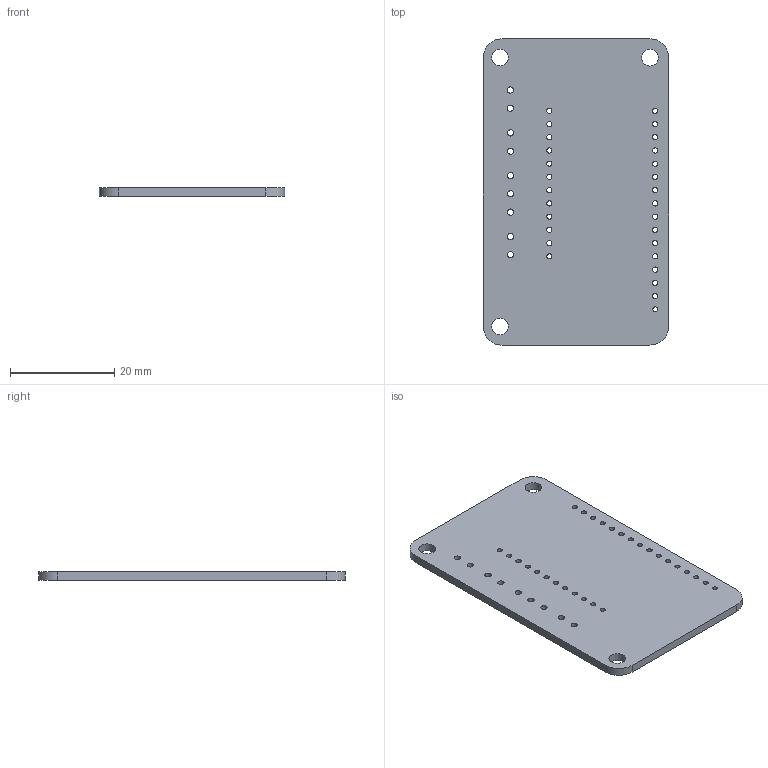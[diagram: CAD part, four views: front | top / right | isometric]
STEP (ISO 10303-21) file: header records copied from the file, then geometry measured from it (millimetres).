
FILE_DESCRIPTION(('KiCad electronic assembly'),'2;1');
FILE_NAME('controller.step','2022-03-01T11:28:20',('Pcbnew'),('Kicad'), 'Open CASCADE STEP processor 7.6','KiCad to STEP converter','Unknown' );
FILE_SCHEMA(('AUTOMOTIVE_DESIGN { 1 0 10303 214 1 1 1 1 }'));
Length unit declared in the file: millimetre
Products named in the file (2): controller 1; controller PCB
Assembly tree (1 placements, depth 2):
  controller 1
    controller PCB
Bounding box: 35.6 x 58.8 x 1.6 mm (x, y, z)
Volume: 3241 mm3; surface area: 4586.2 mm2
Topology: 1 solids, 1 shells, 50 faces, 144 edges, 96 vertices
Faces by surface type: cylinder 44, plane 6
Full cylindrical faces by diameter (mm): 0.9 x1, 1 x27, 1.2 x9, 3.2 x3
Entity records: 4039 total; most frequent: CARTESIAN_POINT 1108, DIRECTION 536, ORIENTED_EDGE 288, PCURVE 288, DEFINITIONAL_REPRESENTATION 288, LINE 256, VECTOR 256, EDGE_CURVE 144
